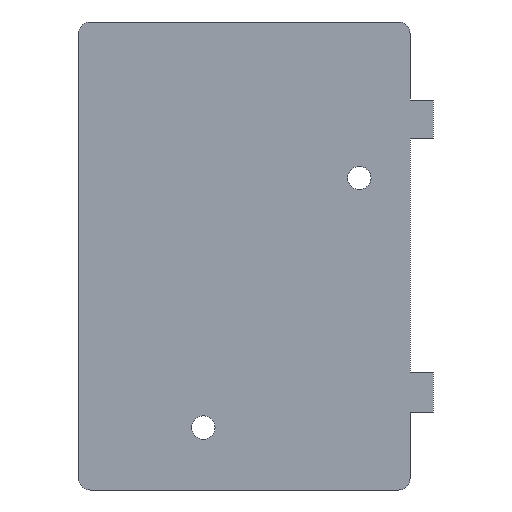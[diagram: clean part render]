
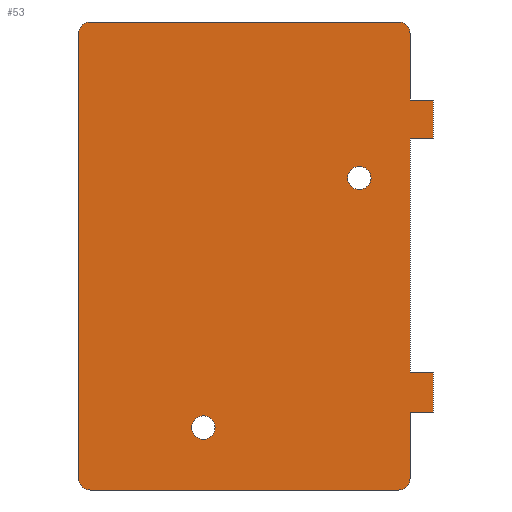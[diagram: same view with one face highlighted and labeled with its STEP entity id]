
A CAD part, front view. The second image highlights one B-rep face of the part: STEP entity #53.
In plain terms, the highlighted planar face has unit normal (0, -1, 0).
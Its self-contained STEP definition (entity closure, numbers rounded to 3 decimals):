
#53=ADVANCED_FACE('',(#73,#75,#77),#79,.F.);
#73=FACE_BOUND('',#74,.T.);
#74=EDGE_LOOP('',(#225,#226,#227,#228,#229,#230,#231,#232,#233,#234,#235,#236,#237,
#238,#239,#240));
#75=FACE_BOUND('',#76,.T.);
#76=EDGE_LOOP('',(#241));
#77=FACE_BOUND('',#78,.T.);
#78=EDGE_LOOP('',(#242));
#79=PLANE('',#80);
#80=AXIS2_PLACEMENT_3D('',#81,#82,#83);
#81=CARTESIAN_POINT('',(0.,0.,0.));
#82=DIRECTION('',(0.,1.,0.));
#83=DIRECTION('',(-1.,0.,0.));
#225=ORIENTED_EDGE('',*,*,#329,.F.);
#226=ORIENTED_EDGE('',*,*,#330,.F.);
#227=ORIENTED_EDGE('',*,*,#331,.F.);
#228=ORIENTED_EDGE('',*,*,#332,.F.);
#229=ORIENTED_EDGE('',*,*,#333,.F.);
#230=ORIENTED_EDGE('',*,*,#334,.F.);
#231=ORIENTED_EDGE('',*,*,#335,.F.);
#232=ORIENTED_EDGE('',*,*,#336,.F.);
#233=ORIENTED_EDGE('',*,*,#337,.F.);
#234=ORIENTED_EDGE('',*,*,#338,.F.);
#235=ORIENTED_EDGE('',*,*,#339,.F.);
#236=ORIENTED_EDGE('',*,*,#340,.F.);
#237=ORIENTED_EDGE('',*,*,#341,.F.);
#238=ORIENTED_EDGE('',*,*,#342,.F.);
#239=ORIENTED_EDGE('',*,*,#343,.F.);
#240=ORIENTED_EDGE('',*,*,#344,.F.);
#241=ORIENTED_EDGE('',*,*,#345,.T.);
#242=ORIENTED_EDGE('',*,*,#346,.T.);
#329=EDGE_CURVE('',#381,#382,#383,.F.);
#330=EDGE_CURVE('',#384,#381,#385,.T.);
#331=EDGE_CURVE('',#386,#384,#387,.T.);
#332=EDGE_CURVE('',#388,#386,#389,.T.);
#333=EDGE_CURVE('',#390,#388,#391,.T.);
#334=EDGE_CURVE('',#392,#390,#393,.T.);
#335=EDGE_CURVE('',#394,#392,#395,.T.);
#336=EDGE_CURVE('',#396,#394,#397,.T.);
#337=EDGE_CURVE('',#398,#396,#399,.T.);
#338=EDGE_CURVE('',#400,#398,#401,.T.);
#339=EDGE_CURVE('',#402,#400,#403,.F.);
#340=EDGE_CURVE('',#404,#402,#405,.T.);
#341=EDGE_CURVE('',#406,#404,#407,.F.);
#342=EDGE_CURVE('',#408,#406,#409,.T.);
#343=EDGE_CURVE('',#410,#408,#411,.F.);
#344=EDGE_CURVE('',#382,#410,#412,.T.);
#345=EDGE_CURVE('',#413,#413,#414,.T.);
#346=EDGE_CURVE('',#415,#415,#416,.T.);
#381=VERTEX_POINT('',#469);
#382=VERTEX_POINT('',#470);
#383=CIRCLE('',#471,3.);
#384=VERTEX_POINT('',#475);
#385=LINE('',#476,#477);
#386=VERTEX_POINT('',#479);
#387=LINE('',#480,#481);
#388=VERTEX_POINT('',#483);
#389=LINE('',#484,#485);
#390=VERTEX_POINT('',#487);
#391=LINE('',#488,#489);
#392=VERTEX_POINT('',#491);
#393=LINE('',#492,#493);
#394=VERTEX_POINT('',#495);
#395=LINE('',#496,#497);
#396=VERTEX_POINT('',#499);
#397=LINE('',#500,#501);
#398=VERTEX_POINT('',#503);
#399=LINE('',#504,#505);
#400=VERTEX_POINT('',#507);
#401=LINE('',#508,#509);
#402=VERTEX_POINT('',#511);
#403=CIRCLE('',#512,3.);
#404=VERTEX_POINT('',#516);
#405=LINE('',#517,#518);
#406=VERTEX_POINT('',#520);
#407=CIRCLE('',#521,3.);
#408=VERTEX_POINT('',#525);
#409=LINE('',#526,#527);
#410=VERTEX_POINT('',#529);
#411=CIRCLE('',#530,3.);
#412=LINE('',#534,#535);
#413=VERTEX_POINT('',#537);
#414=CIRCLE('',#538,3.);
#415=VERTEX_POINT('',#542);
#416=CIRCLE('',#543,3.);
#469=CARTESIAN_POINT('',(42.5,0.,-57.));
#470=CARTESIAN_POINT('',(39.5,0.,-60.));
#471=AXIS2_PLACEMENT_3D('',#472,#473,#474);
#472=CARTESIAN_POINT('',(39.5,0.,-57.));
#473=DIRECTION('',(0.,-1.,0.));
#474=DIRECTION('',(0.,0.,-1.));
#475=CARTESIAN_POINT('',(42.5,0.,-40.));
#476=CARTESIAN_POINT('',(42.5,0.,-40.));
#477=VECTOR('',#478,1.);
#478=DIRECTION('',(0.,0.,-1.));
#479=CARTESIAN_POINT('',(48.5,0.,-40.));
#480=CARTESIAN_POINT('',(48.5,0.,-40.));
#481=VECTOR('',#482,1.);
#482=DIRECTION('',(-1.,0.,0.));
#483=CARTESIAN_POINT('',(48.5,0.,-30.));
#484=CARTESIAN_POINT('',(48.5,0.,-30.));
#485=VECTOR('',#486,1.);
#486=DIRECTION('',(0.,0.,-1.));
#487=CARTESIAN_POINT('',(42.5,0.,-30.));
#488=CARTESIAN_POINT('',(42.5,0.,-30.));
#489=VECTOR('',#490,1.);
#490=DIRECTION('',(1.,0.,0.));
#491=CARTESIAN_POINT('',(42.5,0.,30.));
#492=CARTESIAN_POINT('',(42.5,0.,30.));
#493=VECTOR('',#494,1.);
#494=DIRECTION('',(0.,0.,-1.));
#495=CARTESIAN_POINT('',(48.5,0.,30.));
#496=CARTESIAN_POINT('',(48.5,0.,30.));
#497=VECTOR('',#498,1.);
#498=DIRECTION('',(-1.,0.,0.));
#499=CARTESIAN_POINT('',(48.5,0.,40.));
#500=CARTESIAN_POINT('',(48.5,0.,40.));
#501=VECTOR('',#502,1.);
#502=DIRECTION('',(0.,0.,-1.));
#503=CARTESIAN_POINT('',(42.5,0.,40.));
#504=CARTESIAN_POINT('',(42.5,0.,40.));
#505=VECTOR('',#506,1.);
#506=DIRECTION('',(1.,0.,0.));
#507=CARTESIAN_POINT('',(42.5,0.,57.));
#508=CARTESIAN_POINT('',(42.5,0.,57.));
#509=VECTOR('',#510,1.);
#510=DIRECTION('',(0.,0.,-1.));
#511=CARTESIAN_POINT('',(39.5,0.,60.));
#512=AXIS2_PLACEMENT_3D('',#513,#514,#515);
#513=CARTESIAN_POINT('',(39.5,0.,57.));
#514=DIRECTION('',(0.,-1.,0.));
#515=DIRECTION('',(1.,0.,0.));
#516=CARTESIAN_POINT('',(-39.5,0.,60.));
#517=CARTESIAN_POINT('',(-39.5,0.,60.));
#518=VECTOR('',#519,1.);
#519=DIRECTION('',(1.,0.,0.));
#520=CARTESIAN_POINT('',(-42.5,0.,57.));
#521=AXIS2_PLACEMENT_3D('',#522,#523,#524);
#522=CARTESIAN_POINT('',(-39.5,0.,57.));
#523=DIRECTION('',(0.,-1.,0.));
#524=DIRECTION('',(0.,0.,1.));
#525=CARTESIAN_POINT('',(-42.5,0.,-57.));
#526=CARTESIAN_POINT('',(-42.5,0.,-57.));
#527=VECTOR('',#528,1.);
#528=DIRECTION('',(0.,0.,1.));
#529=CARTESIAN_POINT('',(-39.5,0.,-60.));
#530=AXIS2_PLACEMENT_3D('',#531,#532,#533);
#531=CARTESIAN_POINT('',(-39.5,0.,-57.));
#532=DIRECTION('',(0.,-1.,0.));
#533=DIRECTION('',(-1.,0.,0.));
#534=CARTESIAN_POINT('',(39.5,0.,-60.));
#535=VECTOR('',#536,1.);
#536=DIRECTION('',(-1.,0.,0.));
#537=CARTESIAN_POINT('',(26.5,0.,20.));
#538=AXIS2_PLACEMENT_3D('',#539,#540,#541);
#539=CARTESIAN_POINT('',(29.5,0.,20.));
#540=DIRECTION('',(0.,1.,0.));
#541=DIRECTION('',(-1.,0.,0.));
#542=CARTESIAN_POINT('',(-13.492,0.,-44.));
#543=AXIS2_PLACEMENT_3D('',#544,#545,#546);
#544=CARTESIAN_POINT('',(-10.492,0.,-44.));
#545=DIRECTION('',(0.,1.,0.));
#546=DIRECTION('',(-1.,0.,0.));
